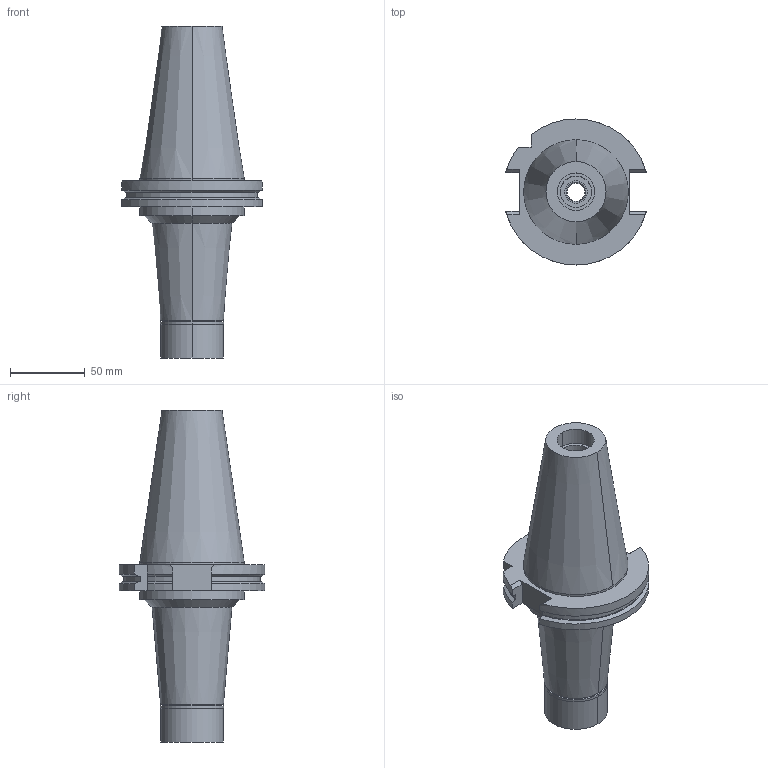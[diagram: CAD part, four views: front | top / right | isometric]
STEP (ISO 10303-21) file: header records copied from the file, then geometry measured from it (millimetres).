
FILE_DESCRIPTION((''),'2;1');
FILE_NAME('BV50ME13120-120_ASM','2018-03-15T',('ykawabe'),(''),'CREO PARAMETRIC BY PTC INC, 2016380','CREO PARAMETRIC BY PTC INC, 2016380','');
FILE_SCHEMA(('AUTOMOTIVE_DESIGN { 1 0 10303 214 1 1 1 1 }'));
Length unit declared in the file: millimetre
Products named in the file (5): BDV50-MEGA13E-120_1; MEC13-12AA_1; MEN13_1; DXF_TEMP_ASSY_ASM_4_ASM; BV50ME13120-120_ASM
Assembly tree (4 placements, depth 3):
  BV50ME13120-120_ASM
    DXF_TEMP_ASSY_ASM_4_ASM
      BDV50-MEGA13E-120_1
      MEC13-12AA_1
      MEN13_1
Bounding box: 94.05 x 97.5 x 221.75 mm (x, y, z)
Volume: 499960.3 mm3; surface area: 73288 mm2
Topology: 3 solids, 3 shells, 130 faces, 307 edges, 196 vertices
Faces by surface type: cylinder 57, plane 37, cone 36
Entity records: 5674 total; most frequent: DIRECTION 751, CARTESIAN_POINT 729, ORIENTED_EDGE 614, PRESENTATION_STYLE_ASSIGNMENT 315, STYLED_ITEM 315, CURVE_STYLE 312, AXIS2_PLACEMENT_3D 307, EDGE_CURVE 307
